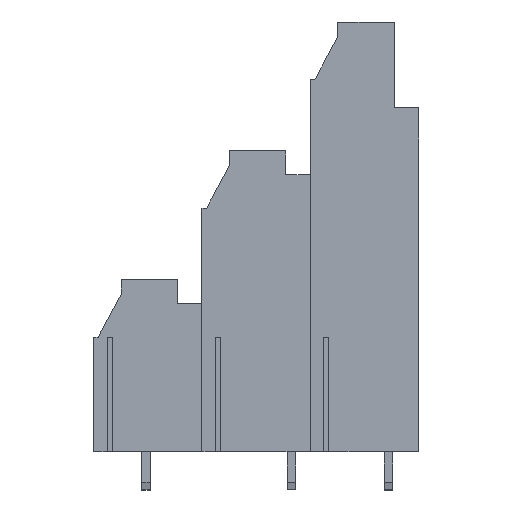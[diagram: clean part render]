
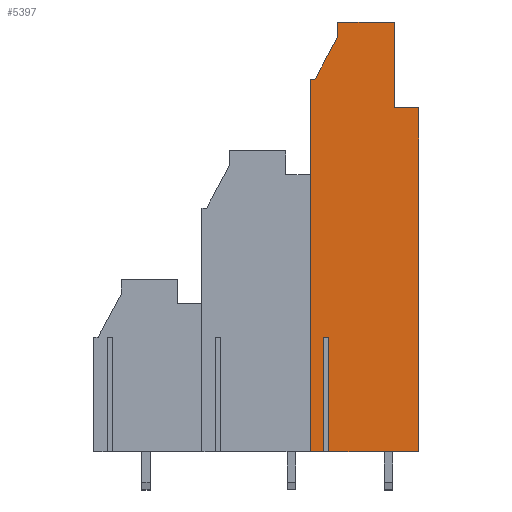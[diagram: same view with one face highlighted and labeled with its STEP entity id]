
A CAD part, top view. The second image highlights one B-rep face of the part: STEP entity #5397.
In plain terms, the highlighted planar face has unit normal (0, 0, 1).
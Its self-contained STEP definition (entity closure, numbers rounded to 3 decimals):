
#226=ORIENTED_EDGE('',*,*,#1299,.F.);
#227=ORIENTED_EDGE('',*,*,#1300,.F.);
#228=ORIENTED_EDGE('',*,*,#1301,.F.);
#229=ORIENTED_EDGE('',*,*,#1302,.F.);
#230=ORIENTED_EDGE('',*,*,#1303,.F.);
#231=ORIENTED_EDGE('',*,*,#1304,.F.);
#232=ORIENTED_EDGE('',*,*,#1305,.F.);
#233=ORIENTED_EDGE('',*,*,#1291,.F.);
#234=ORIENTED_EDGE('',*,*,#1292,.F.);
#235=ORIENTED_EDGE('',*,*,#1298,.F.);
#236=ORIENTED_EDGE('',*,*,#1306,.F.);
#237=ORIENTED_EDGE('',*,*,#1307,.F.);
#238=ORIENTED_EDGE('',*,*,#1308,.F.);
#239=ORIENTED_EDGE('',*,*,#1309,.F.);
#1291=EDGE_CURVE('',#1834,#1831,#2235,.T.);
#1292=EDGE_CURVE('',#1835,#1834,#2236,.T.);
#1298=EDGE_CURVE('',#1838,#1835,#2242,.T.);
#1299=EDGE_CURVE('',#1839,#1840,#2243,.T.);
#1300=EDGE_CURVE('',#1841,#1839,#2244,.T.);
#1301=EDGE_CURVE('',#1842,#1841,#2245,.T.);
#1302=EDGE_CURVE('',#1843,#1842,#2246,.T.);
#1303=EDGE_CURVE('',#1844,#1843,#2247,.T.);
#1304=EDGE_CURVE('',#1845,#1844,#2248,.T.);
#1305=EDGE_CURVE('',#1831,#1845,#2249,.T.);
#1306=EDGE_CURVE('',#1846,#1838,#2250,.T.);
#1307=EDGE_CURVE('',#1847,#1846,#2251,.T.);
#1308=EDGE_CURVE('',#1848,#1847,#2252,.T.);
#1309=EDGE_CURVE('',#1840,#1848,#2253,.T.);
#1831=VERTEX_POINT('',#7031);
#1834=VERTEX_POINT('',#7036);
#1835=VERTEX_POINT('',#7040);
#1838=VERTEX_POINT('',#7050);
#1839=VERTEX_POINT('',#7054);
#1840=VERTEX_POINT('',#7055);
#1841=VERTEX_POINT('',#7057);
#1842=VERTEX_POINT('',#7059);
#1843=VERTEX_POINT('',#7061);
#1844=VERTEX_POINT('',#7063);
#1845=VERTEX_POINT('',#7065);
#1846=VERTEX_POINT('',#7068);
#1847=VERTEX_POINT('',#7070);
#1848=VERTEX_POINT('',#7072);
#2235=LINE('',#7037,#2763);
#2236=LINE('',#7039,#2764);
#2242=LINE('',#7051,#2770);
#2243=LINE('',#7053,#2771);
#2244=LINE('',#7056,#2772);
#2245=LINE('',#7058,#2773);
#2246=LINE('',#7060,#2774);
#2247=LINE('',#7062,#2775);
#2248=LINE('',#7064,#2776);
#2249=LINE('',#7066,#2777);
#2250=LINE('',#7067,#2778);
#2251=LINE('',#7069,#2779);
#2252=LINE('',#7071,#2780);
#2253=LINE('',#7073,#2781);
#2763=VECTOR('',#5976,1000.);
#2764=VECTOR('',#5979,1000.);
#2770=VECTOR('',#5989,1000.);
#2771=VECTOR('',#5992,1000.);
#2772=VECTOR('',#5993,1000.);
#2773=VECTOR('',#5994,1000.);
#2774=VECTOR('',#5995,1000.);
#2775=VECTOR('',#5996,1000.);
#2776=VECTOR('',#5997,1000.);
#2777=VECTOR('',#5998,1000.);
#2778=VECTOR('',#5999,1000.);
#2779=VECTOR('',#6000,1000.);
#2780=VECTOR('',#6001,1000.);
#2781=VECTOR('',#6002,1000.);
#3237=EDGE_LOOP('',(#226,#227,#228,#229,#230,#231,#232,#233,#234,#235,#236,
#237,#238,#239));
#3483=FACE_BOUND('',#3237,.T.);
#3728=PLANE('',#5616);
#5397=ADVANCED_FACE('',(#3483),#3728,.T.);
#5616=AXIS2_PLACEMENT_3D('',#7052,#5990,#5991);
#5976=DIRECTION('',(0.,-1.,0.));
#5979=DIRECTION('',(-1.,0.,0.));
#5989=DIRECTION('',(0.,1.,0.));
#5990=DIRECTION('',(0.,0.,1.));
#5991=DIRECTION('',(-1.,0.,0.));
#5992=DIRECTION('',(1.,0.,0.));
#5993=DIRECTION('',(0.,1.,0.));
#5994=DIRECTION('',(0.471,0.882,0.));
#5995=DIRECTION('',(1.,0.,0.));
#5996=DIRECTION('',(0.,1.,0.));
#5997=DIRECTION('',(0.,1.,0.));
#5998=DIRECTION('',(-1.,0.,0.));
#5999=DIRECTION('',(-1.,0.,0.));
#6000=DIRECTION('',(0.,-1.,0.));
#6001=DIRECTION('',(1.,0.,0.));
#6002=DIRECTION('',(0.,-1.,0.));
#7031=CARTESIAN_POINT('',(24.146,0.,10.16));
#7036=CARTESIAN_POINT('',(24.146,12.,10.16));
#7037=CARTESIAN_POINT('',(24.146,0.,10.16));
#7039=CARTESIAN_POINT('',(5.35,12.,10.16));
#7040=CARTESIAN_POINT('',(24.654,12.,10.16));
#7050=CARTESIAN_POINT('',(24.654,0.,10.16));
#7051=CARTESIAN_POINT('',(24.654,0.,10.16));
#7052=CARTESIAN_POINT('',(34.05,-8.915,10.16));
#7053=CARTESIAN_POINT('',(5.35,45.,10.16));
#7054=CARTESIAN_POINT('',(25.6,45.,10.16));
#7055=CARTESIAN_POINT('',(31.5,45.,10.16));
#7056=CARTESIAN_POINT('',(25.6,0.,10.16));
#7057=CARTESIAN_POINT('',(25.6,43.5,10.16));
#7058=CARTESIAN_POINT('',(2.4,0.,10.16));
#7059=CARTESIAN_POINT('',(23.2,39.,10.16));
#7060=CARTESIAN_POINT('',(5.35,39.,10.16));
#7061=CARTESIAN_POINT('',(22.7,39.,10.16));
#7062=CARTESIAN_POINT('',(22.7,0.,10.16));
#7063=CARTESIAN_POINT('',(22.7,29.,10.16));
#7064=CARTESIAN_POINT('',(22.7,-8.915,10.16));
#7065=CARTESIAN_POINT('',(22.7,0.,10.16));
#7066=CARTESIAN_POINT('',(5.35,0.,10.16));
#7067=CARTESIAN_POINT('',(5.35,0.,10.16));
#7068=CARTESIAN_POINT('',(34.05,0.,10.16));
#7069=CARTESIAN_POINT('',(34.05,0.,10.16));
#7070=CARTESIAN_POINT('',(34.05,36.,10.16));
#7071=CARTESIAN_POINT('',(5.35,36.,10.16));
#7072=CARTESIAN_POINT('',(31.5,36.,10.16));
#7073=CARTESIAN_POINT('',(31.5,0.,10.16));
